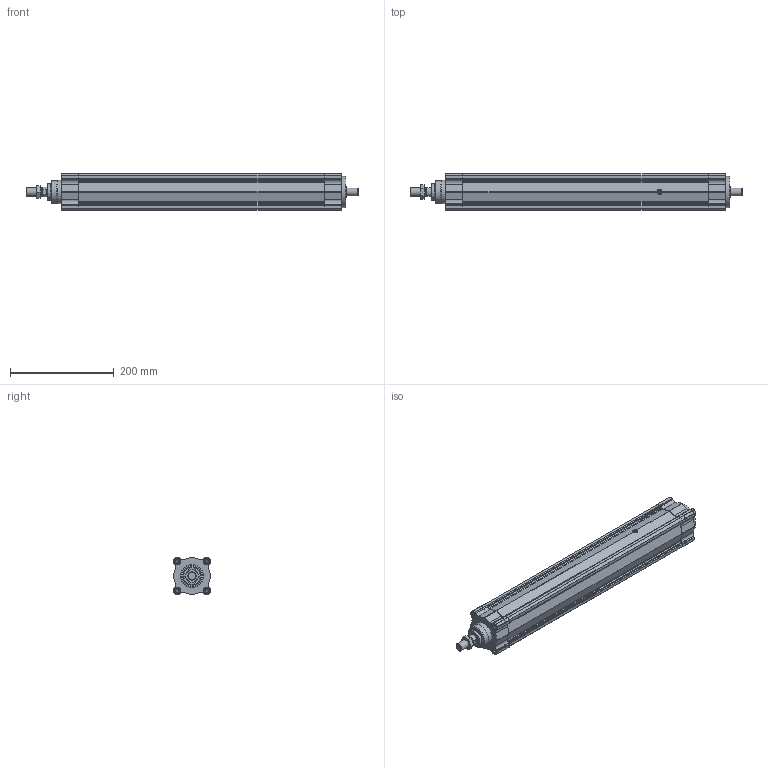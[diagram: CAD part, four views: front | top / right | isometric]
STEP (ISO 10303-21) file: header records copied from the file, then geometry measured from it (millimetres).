
FILE_DESCRIPTION( ( 'STEP AP214' ), '1' );
FILE_NAME( '18A.A.D.350.F.0000(0).stp', '2020-07-07T20:03:50', ( 'License CC BY-ND 4.0' ), ( 'CADENAS' ), ' ', 'PARTsolutions', ' ' );
FILE_SCHEMA( ( 'AUTOMOTIVE_DESIGN { 1 0 10303 214 1 1 1 1 }' ) );
Length unit declared in the file: millimetre
Products named in the file (7): 18A.A.D.350.F.0000(0); _1863-103-350; _1863-102; _CPP50-013; _1863-101; _stelo-63( 350); _1320.63.18F
Assembly tree (13 placements, depth 2):
  18A.A.D.350.F.0000(0)
    _1863-103-350
    _1863-102
    _CPP50-013  x8
    _1863-101
    _stelo-63( 350)
    _1320.63.18F
Bounding box: 640.5 x 72 x 72 mm (x, y, z)
Volume: 1615432.6 mm3; surface area: 392685 mm2
Topology: 13 solids, 13 shells, 581 faces, 1438 edges, 923 vertices
Faces by surface type: plane 303, cylinder 189, cone 77, torus 12
Full cylindrical faces by diameter (mm): 4.134 x1, 6.647 x8, 8 x9, 8.5 x8, 10 x1, 13 x8, 13.5 x8, 14.3 x1, 14.376 x1, 15 x1, 16 x1, 19 x1, 20 x1, 30 x1, 32 x3, 32.524 x2, 33 x1, 38 x1, 44 x1, 45 x1, 47.5 x1, 48.5 x1, 53.5 x2, 60 x1
Entity records: 15754 total; most frequent: CARTESIAN_POINT 2281, DIRECTION 2180, ORIENTED_EDGE 1938, EDGE_CURVE 969, AXIS2_PLACEMENT_3D 816, VERTEX_POINT 681, LINE 548, VECTOR 548
